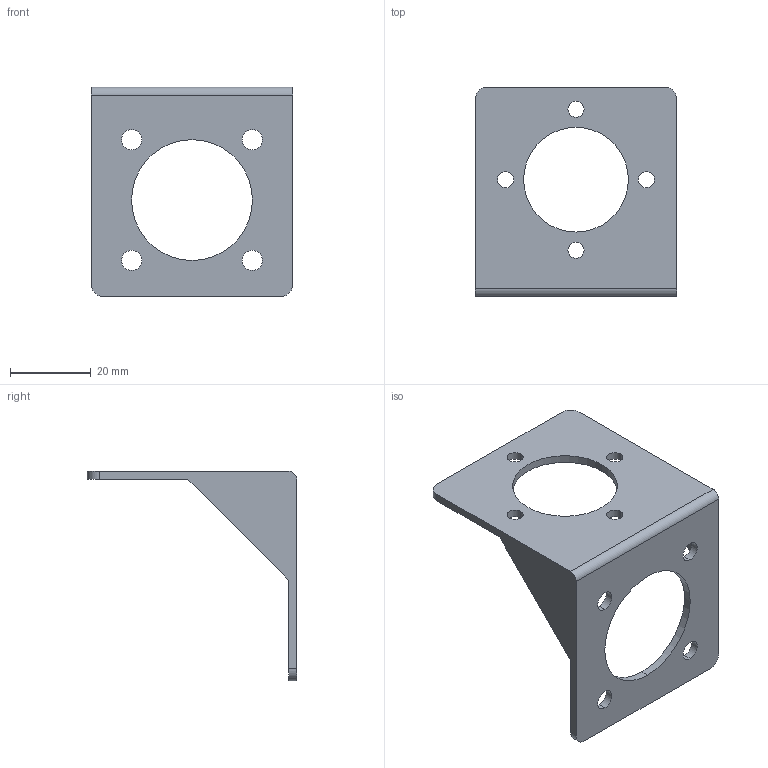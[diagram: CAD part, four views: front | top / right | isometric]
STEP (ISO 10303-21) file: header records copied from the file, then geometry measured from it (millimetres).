
FILE_DESCRIPTION (( 'STEP AP203' ), '1' );
FILE_NAME ('3508_10萇儂釱.STEP', '2018-01-17T01:47:52', ( 'User' ), ( 'china' ), 'SwSTEP 2.0', 'SolidWorks 2016', '' );
FILE_SCHEMA (( 'CONFIG_CONTROL_DESIGN' ));
Length unit declared in the file: millimetre
Products named in the file (1): 3508_10萇儂釱
Bounding box: 50 x 52 x 52 mm (x, y, z)
Volume: 8658.4 mm3; surface area: 9773.9 mm2
Topology: 1 solids, 1 shells, 37 faces, 105 edges, 70 vertices
Faces by surface type: cylinder 25, plane 12
Entity records: 1346 total; most frequent: DIRECTION 231, CARTESIAN_POINT 213, ORIENTED_EDGE 210, EDGE_CURVE 105, AXIS2_PLACEMENT_3D 88, VERTEX_POINT 70, EDGE_LOOP 57, LINE 55
